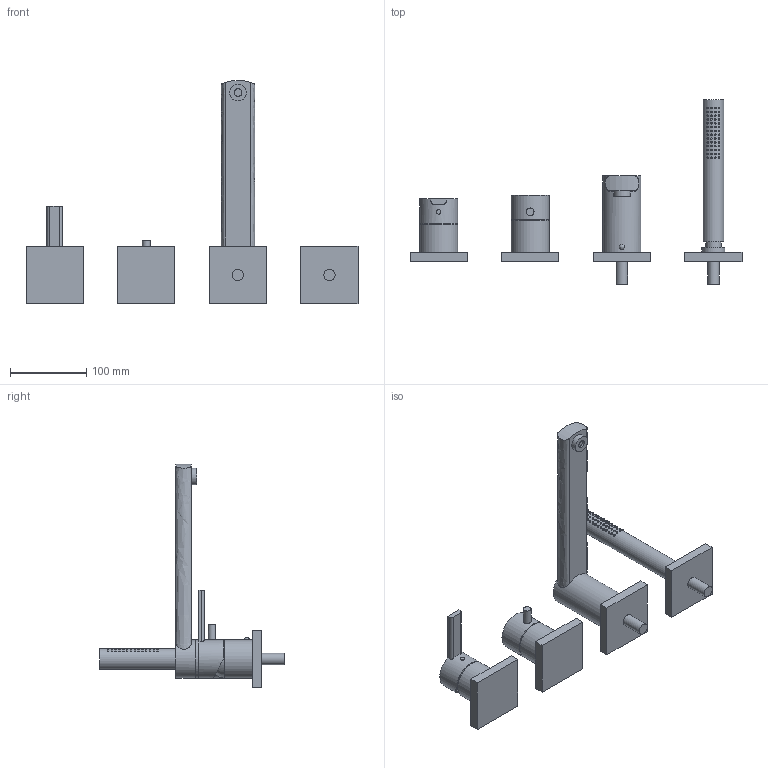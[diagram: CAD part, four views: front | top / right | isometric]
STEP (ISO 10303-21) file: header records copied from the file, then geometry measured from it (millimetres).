
FILE_DESCRIPTION (( 'STEP AP203' ), '1' );
FILE_NAME ('03402083.STEP', '2017-10-17T09:50:48', ( '' ), ( '' ), 'SwSTEP 2.0', 'SolidWorks 2016', '' );
FILE_SCHEMA (( 'CONFIG_CONTROL_DESIGN' ));
Length unit declared in the file: millimetre
Products named in the file (1): 03402083
Bounding box: 435 x 242 x 292.5 mm (x, y, z)
Volume: 1101097.9 mm3; surface area: 181378.2 mm2
Topology: 72 solids, 72 shells, 246 faces, 302 edges, 202 vertices
Faces by surface type: plane 168, cylinder 74, bspline 4
Full cylindrical faces by diameter (mm): 2 x56, 6 x1, 10 x2, 15 x2, 20 x1, 21.975 x1, 27 x1, 30 x1, 48 x1, 50 x5
Entity records: 4989 total; most frequent: CARTESIAN_POINT 1260, DIRECTION 843, ORIENTED_EDGE 442, AXIS2_PLACEMENT_3D 389, EDGE_LOOP 321, FACE_OUTER_BOUND 316, ADVANCED_FACE 246, EDGE_CURVE 221
